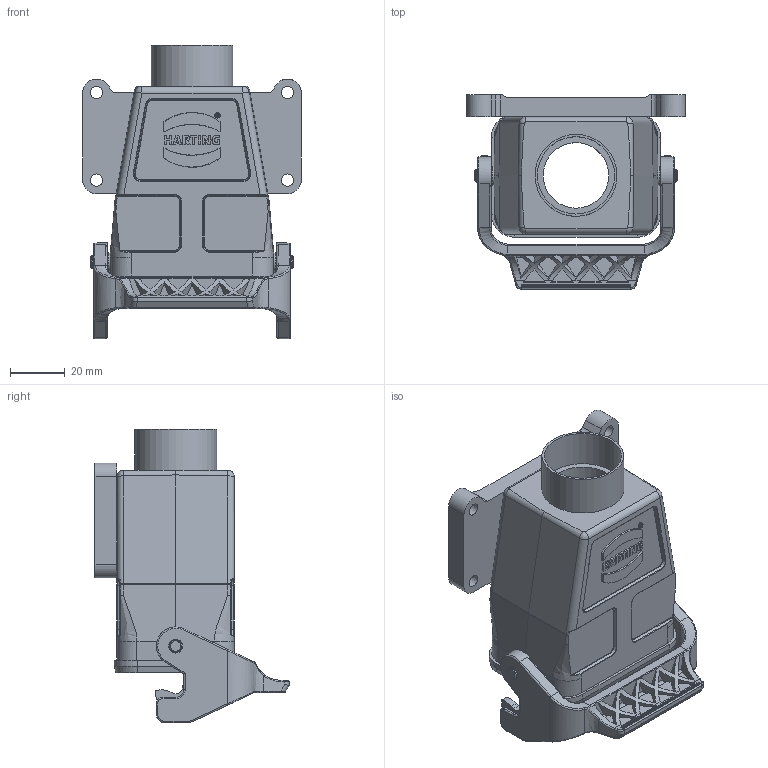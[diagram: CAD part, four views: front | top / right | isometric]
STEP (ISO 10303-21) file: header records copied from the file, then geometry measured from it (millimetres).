
FILE_DESCRIPTION(/* description */ (''),/* implementation_level */ '2;1');
FILE_NAME(/* name */ '100094796ugm000_c.stp',/* time_stamp */ '2018-03-07T12:04:53+01:00',/* author */ (''),/* organization */ (''),/* preprocessor_version */ 'ST-DEVELOPER v16',/* originating_system */ 'SIEMENS PLM Software NX 10.0',/* authorisation */ '');
FILE_SCHEMA (('AUTOMOTIVE_DESIGN { 1 0 10303 214 3 1 1 1 }'));
Length unit declared in the file: millimetre
Products named in the file (1): 100094796ugm000_c
Bounding box: 80 x 71 x 107.3 mm (x, y, z)
Volume: 79922.3 mm3; surface area: 50963.4 mm2
Topology: 2 solids, 3 shells, 948 faces, 2431 edges, 1492 vertices
Faces by surface type: plane 390, cylinder 274, bspline 178, cone 51, torus 49, sphere 6
Full cylindrical faces by diameter (mm): 3 x4, 4 x8, 4.5 x7, 4.8 x2, 5.1 x2, 7 x2, 8 x3, 9 x3, 24 x1, 26.78 x1, 28.3 x2, 30 x1
Entity records: 36687 total; most frequent: CARTESIAN_POINT 12517, ORIENTED_EDGE 4478, DIRECTION 4162, EDGE_CURVE 2239, AXIS2_PLACEMENT_3D 1522, VERTEX_POINT 1411, LINE 1118, VECTOR 1118
